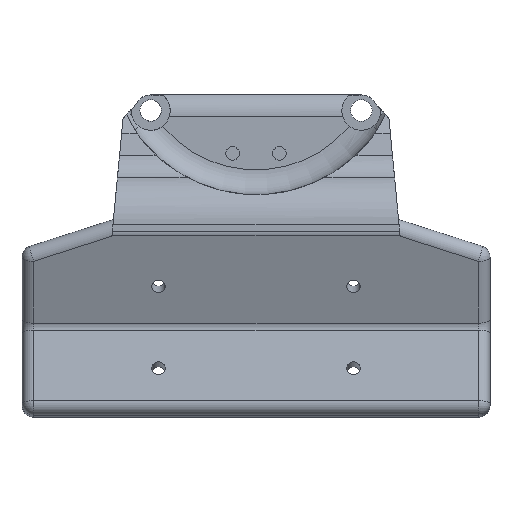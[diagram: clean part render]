
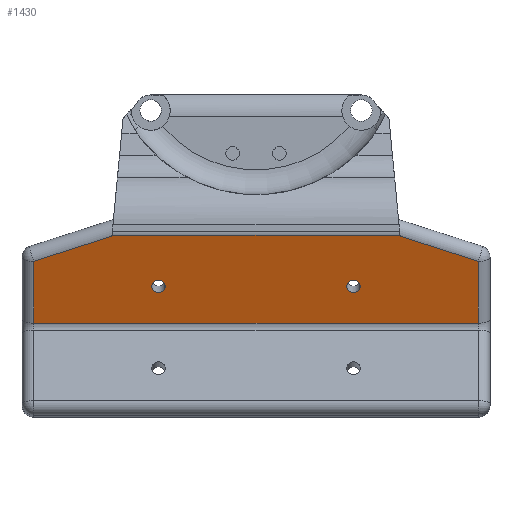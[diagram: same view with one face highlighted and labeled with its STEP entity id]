
A CAD part, front view. The second image highlights one B-rep face of the part: STEP entity #1430.
In plain terms, the highlighted planar face has unit normal (0, -0.94, -0.342).
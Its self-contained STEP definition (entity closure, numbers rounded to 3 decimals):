
#26=FACE_BOUND('',#453,.T.);
#27=FACE_BOUND('',#454,.T.);
#62=PLANE('',#1554);
#97=LINE('',#2261,#201);
#108=LINE('',#2349,#212);
#133=LINE('',#2464,#237);
#136=LINE('',#2504,#240);
#139=LINE('',#2515,#243);
#141=LINE('',#2518,#245);
#146=LINE('',#2526,#250);
#152=LINE('',#2541,#256);
#201=VECTOR('',#1664,10.);
#212=VECTOR('',#1691,10.);
#237=VECTOR('',#1760,10.);
#240=VECTOR('',#1809,10.);
#243=VECTOR('',#1824,10.);
#245=VECTOR('',#1828,10.);
#250=VECTOR('',#1839,10.);
#256=VECTOR('',#1857,10.);
#369=FACE_OUTER_BOUND('',#452,.T.);
#452=EDGE_LOOP('',(#1157,#1158,#1159,#1160,#1161,#1162,#1163,#1164));
#453=EDGE_LOOP('',(#1165));
#454=EDGE_LOOP('',(#1166));
#536=CIRCLE('',#1555,1.7);
#537=CIRCLE('',#1556,1.7);
#624=VERTEX_POINT('',#2258);
#625=VERTEX_POINT('',#2260);
#639=VERTEX_POINT('',#2346);
#640=VERTEX_POINT('',#2348);
#669=VERTEX_POINT('',#2466);
#677=VERTEX_POINT('',#2489);
#682=VERTEX_POINT('',#2500);
#684=VERTEX_POINT('',#2508);
#688=VERTEX_POINT('',#2545);
#689=VERTEX_POINT('',#2547);
#768=EDGE_CURVE('',#624,#625,#97,.T.);
#787=EDGE_CURVE('',#639,#640,#108,.T.);
#827=EDGE_CURVE('',#640,#624,#133,.T.);
#846=EDGE_CURVE('',#677,#682,#136,.T.);
#852=EDGE_CURVE('',#682,#684,#139,.T.);
#854=EDGE_CURVE('',#684,#639,#141,.T.);
#859=EDGE_CURVE('',#669,#677,#146,.T.);
#867=EDGE_CURVE('',#625,#669,#152,.T.);
#869=EDGE_CURVE('',#688,#688,#536,.T.);
#870=EDGE_CURVE('',#689,#689,#537,.T.);
#1157=ORIENTED_EDGE('',*,*,#827,.F.);
#1158=ORIENTED_EDGE('',*,*,#787,.F.);
#1159=ORIENTED_EDGE('',*,*,#854,.F.);
#1160=ORIENTED_EDGE('',*,*,#852,.F.);
#1161=ORIENTED_EDGE('',*,*,#846,.F.);
#1162=ORIENTED_EDGE('',*,*,#859,.F.);
#1163=ORIENTED_EDGE('',*,*,#867,.F.);
#1164=ORIENTED_EDGE('',*,*,#768,.F.);
#1165=ORIENTED_EDGE('',*,*,#869,.T.);
#1166=ORIENTED_EDGE('',*,*,#870,.T.);
#1430=ADVANCED_FACE('',(#369,#26,#27),#62,.T.);
#1554=AXIS2_PLACEMENT_3D('',#2544,#1861,#1862);
#1555=AXIS2_PLACEMENT_3D('',#2546,#1863,#1864);
#1556=AXIS2_PLACEMENT_3D('',#2548,#1865,#1866);
#1664=DIRECTION('',(0.089,0.341,-0.936));
#1691=DIRECTION('',(0.089,-0.341,0.936));
#1760=DIRECTION('',(1.,0.,0.));
#1809=DIRECTION('',(-1.,0.,0.));
#1824=DIRECTION('',(0.,-0.342,0.94));
#1828=DIRECTION('',(0.947,-0.11,0.303));
#1839=DIRECTION('',(0.,0.342,-0.94));
#1857=DIRECTION('',(0.947,0.11,-0.303));
#1861=DIRECTION('center_axis',(0.,-0.94,-0.342));
#1862=DIRECTION('ref_axis',(0.,0.342,-0.94));
#1863=DIRECTION('center_axis',(0.,0.94,0.342));
#1864=DIRECTION('ref_axis',(0.,0.342,-0.94));
#1865=DIRECTION('center_axis',(0.,0.94,0.342));
#1866=DIRECTION('ref_axis',(0.,0.342,-0.94));
#2258=CARTESIAN_POINT('',(36.94,-19.819,-20.982));
#2260=CARTESIAN_POINT('',(36.967,-19.716,-21.264));
#2261=CARTESIAN_POINT('',(36.901,-19.968,-20.572));
#2346=CARTESIAN_POINT('',(-36.967,-19.716,-21.264));
#2348=CARTESIAN_POINT('',(-36.94,-19.819,-20.982));
#2349=CARTESIAN_POINT('',(-35.809,-24.138,-9.116));
#2464=CARTESIAN_POINT('',(0.,-19.819,-20.982));
#2466=CARTESIAN_POINT('',(57.,-17.381,-27.68));
#2489=CARTESIAN_POINT('',(57.,-11.607,-43.543));
#2500=CARTESIAN_POINT('',(-57.,-11.607,-43.543));
#2504=CARTESIAN_POINT('',(0.,-11.607,-43.543));
#2508=CARTESIAN_POINT('',(-57.,-17.381,-27.68));
#2515=CARTESIAN_POINT('',(-57.,-17.851,-26.389));
#2518=CARTESIAN_POINT('',(-20.509,-21.635,-15.992));
#2526=CARTESIAN_POINT('',(57.,-17.851,-26.389));
#2541=CARTESIAN_POINT('',(32.598,-20.226,-19.864));
#2544=CARTESIAN_POINT('Origin',(0.,-20.,-20.485));
#2545=CARTESIAN_POINT('',(25.,-15.628,-32.498));
#2546=CARTESIAN_POINT('Origin',(25.,-15.046,-34.095));
#2547=CARTESIAN_POINT('',(-25.,-15.628,-32.498));
#2548=CARTESIAN_POINT('Origin',(-25.,-15.046,-34.095));
